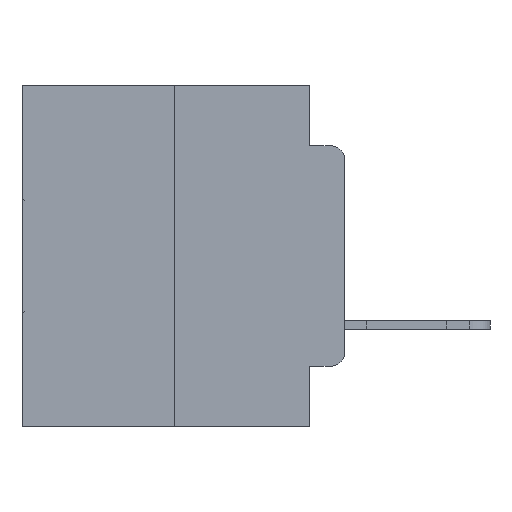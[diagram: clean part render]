
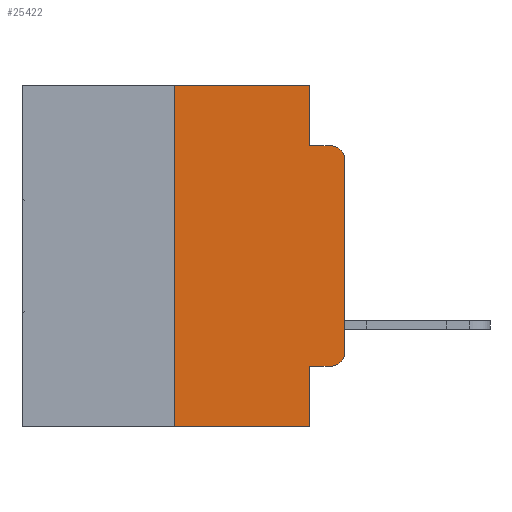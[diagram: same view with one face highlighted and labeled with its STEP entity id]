
A CAD part, left-side view. The second image highlights one B-rep face of the part: STEP entity #25422.
In plain terms, the highlighted planar face has unit normal (-1, 0, 0).
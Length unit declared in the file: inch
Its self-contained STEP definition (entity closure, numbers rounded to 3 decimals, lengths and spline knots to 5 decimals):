
#627 = EDGE_CURVE ( 'NONE', #6400, #2291, #24867, .T. ) ;
#997 = CARTESIAN_POINT ( 'NONE',  ( 0., 0.051, 0. ) ) ;
#1042 = ORIENTED_EDGE ( 'NONE', *, *, #627, .F. ) ;
#1102 = CARTESIAN_POINT ( 'NONE',  ( 0., 0.473, 0. ) ) ;
#1112 = CIRCLE ( 'NONE', #16076, 0.02 ) ;
#1351 = DIRECTION ( 'NONE',  ( 0., 0., -1. ) ) ;
#1589 = LINE ( 'NONE', #997, #24809 ) ;
#2291 = VERTEX_POINT ( 'NONE', #5159 ) ;
#2315 = VERTEX_POINT ( 'NONE', #3792 ) ;
#2527 = CIRCLE ( 'NONE', #4738, 0.02 ) ;
#3525 = CARTESIAN_POINT ( 'NONE',  ( 0., 0.051, -0.0885 ) ) ;
#3561 = DIRECTION ( 'NONE',  ( 0., 0., -1. ) ) ;
#3792 = CARTESIAN_POINT ( 'NONE',  ( 0., 0.051, -0.5 ) ) ;
#4221 = VERTEX_POINT ( 'NONE', #28139 ) ;
#4295 = EDGE_CURVE ( 'NONE', #28643, #14422, #1112, .T. ) ;
#4436 = CARTESIAN_POINT ( 'NONE',  ( 0., 0.25, 0. ) ) ;
#4459 = LINE ( 'NONE', #23894, #18300 ) ;
#4607 = LINE ( 'NONE', #6678, #8752 ) ;
#4738 = AXIS2_PLACEMENT_3D ( 'NONE', #23417, #25621, #21336 ) ;
#5076 = CARTESIAN_POINT ( 'NONE',  ( 0., 0., 0. ) ) ;
#5159 = CARTESIAN_POINT ( 'NONE',  ( 0., 0.051, 0. ) ) ;
#5304 = VERTEX_POINT ( 'NONE', #26181 ) ;
#5729 = LINE ( 'NONE', #8270, #16804 ) ;
#6050 = AXIS2_PLACEMENT_3D ( 'NONE', #16949, #12368, #1351 ) ;
#6066 = DIRECTION ( 'NONE',  ( 0., -1., 0. ) ) ;
#6400 = VERTEX_POINT ( 'NONE', #28304 ) ;
#6430 = LINE ( 'NONE', #4436, #20222 ) ;
#6678 = CARTESIAN_POINT ( 'NONE',  ( 0., 0.051, 0. ) ) ;
#7462 = ORIENTED_EDGE ( 'NONE', *, *, #12947, .F. ) ;
#8270 = CARTESIAN_POINT ( 'NONE',  ( 0., 0.473, -0.5 ) ) ;
#8490 = DIRECTION ( 'NONE',  ( 0., -1., 0. ) ) ;
#8752 = VECTOR ( 'NONE', #11379, 39.37008 ) ;
#8907 = LINE ( 'NONE', #5076, #12355 ) ;
#9422 = VERTEX_POINT ( 'NONE', #15924 ) ;
#9570 = FACE_OUTER_BOUND ( 'NONE', #15216, .T. ) ;
#9894 = EDGE_CURVE ( 'NONE', #4221, #6400, #6430, .T. ) ;
#10139 = VERTEX_POINT ( 'NONE', #3525 ) ;
#11046 = ORIENTED_EDGE ( 'NONE', *, *, #21173, .F. ) ;
#11379 = DIRECTION ( 'NONE',  ( 0., 0., -1. ) ) ;
#12355 = VECTOR ( 'NONE', #15915, 39.37008 ) ;
#12368 = DIRECTION ( 'NONE',  ( 1., 0., 0. ) ) ;
#12947 = EDGE_CURVE ( 'NONE', #10139, #14231, #14538, .T. ) ;
#13532 = EDGE_CURVE ( 'NONE', #9422, #28643, #4459, .T. ) ;
#13812 = VECTOR ( 'NONE', #23168, 39.37008 ) ;
#14231 = VERTEX_POINT ( 'NONE', #18108 ) ;
#14422 = VERTEX_POINT ( 'NONE', #27779 ) ;
#14538 = LINE ( 'NONE', #16290, #13812 ) ;
#14999 = ORIENTED_EDGE ( 'NONE', *, *, #9894, .F. ) ;
#15174 = DIRECTION ( 'NONE',  ( 0., -1., 0. ) ) ;
#15216 = EDGE_LOOP ( 'NONE', ( #18206, #20760, #7462, #17311, #1042, #14999, #28259, #11046, #17978, #22178 ) ) ;
#15554 = EDGE_CURVE ( 'NONE', #4221, #2315, #5729, .T. ) ;
#15915 = DIRECTION ( 'NONE',  ( 0., 0., 1. ) ) ;
#15924 = CARTESIAN_POINT ( 'NONE',  ( 0., 0.051, -0.4115 ) ) ;
#16076 = AXIS2_PLACEMENT_3D ( 'NONE', #24204, #26693, #28430 ) ;
#16290 = CARTESIAN_POINT ( 'NONE',  ( 0., 0.051, -0.0885 ) ) ;
#16804 = VECTOR ( 'NONE', #6066, 39.37008 ) ;
#16910 = VECTOR ( 'NONE', #8490, 39.37008 ) ;
#16949 = CARTESIAN_POINT ( 'NONE',  ( 0., 0.473, 0. ) ) ;
#17311 = ORIENTED_EDGE ( 'NONE', *, *, #19619, .F. ) ;
#17509 = DIRECTION ( 'NONE',  ( 0., 0., 1. ) ) ;
#17978 = ORIENTED_EDGE ( 'NONE', *, *, #13532, .T. ) ;
#18108 = CARTESIAN_POINT ( 'NONE',  ( 0., 0.02, -0.0885 ) ) ;
#18206 = ORIENTED_EDGE ( 'NONE', *, *, #24469, .T. ) ;
#18300 = VECTOR ( 'NONE', #15174, 39.37008 ) ;
#19619 = EDGE_CURVE ( 'NONE', #2291, #10139, #1589, .T. ) ;
#20222 = VECTOR ( 'NONE', #17509, 39.37008 ) ;
#20760 = ORIENTED_EDGE ( 'NONE', *, *, #27802, .T. ) ;
#21173 = EDGE_CURVE ( 'NONE', #9422, #2315, #4607, .T. ) ;
#21336 = DIRECTION ( 'NONE',  ( 0., 0., -1. ) ) ;
#22178 = ORIENTED_EDGE ( 'NONE', *, *, #4295, .T. ) ;
#23168 = DIRECTION ( 'NONE',  ( 0., -1., 0. ) ) ;
#23417 = CARTESIAN_POINT ( 'NONE',  ( 0., 0.02, -0.1085 ) ) ;
#23894 = CARTESIAN_POINT ( 'NONE',  ( 0., 0.051, -0.4115 ) ) ;
#24204 = CARTESIAN_POINT ( 'NONE',  ( 0., 0.02, -0.3915 ) ) ;
#24469 = EDGE_CURVE ( 'NONE', #14422, #5304, #8907, .T. ) ;
#24706 = CARTESIAN_POINT ( 'NONE',  ( 0., 0.02, -0.4115 ) ) ;
#24809 = VECTOR ( 'NONE', #3561, 39.37008 ) ;
#24867 = LINE ( 'NONE', #1102, #16910 ) ;
#25422 = ADVANCED_FACE ( 'NONE', ( #9570 ), #25665, .F. ) ;
#25621 = DIRECTION ( 'NONE',  ( -1., 0., 0. ) ) ;
#25665 = PLANE ( 'NONE',  #6050 ) ;
#26181 = CARTESIAN_POINT ( 'NONE',  ( 0., 0., -0.1085 ) ) ;
#26693 = DIRECTION ( 'NONE',  ( -1., 0., 0. ) ) ;
#27779 = CARTESIAN_POINT ( 'NONE',  ( 0., 0., -0.3915 ) ) ;
#27802 = EDGE_CURVE ( 'NONE', #5304, #14231, #2527, .T. ) ;
#28139 = CARTESIAN_POINT ( 'NONE',  ( 0., 0.25, -0.5 ) ) ;
#28259 = ORIENTED_EDGE ( 'NONE', *, *, #15554, .T. ) ;
#28304 = CARTESIAN_POINT ( 'NONE',  ( 0., 0.25, 0. ) ) ;
#28430 = DIRECTION ( 'NONE',  ( 0., 0., -1. ) ) ;
#28643 = VERTEX_POINT ( 'NONE', #24706 ) ;
